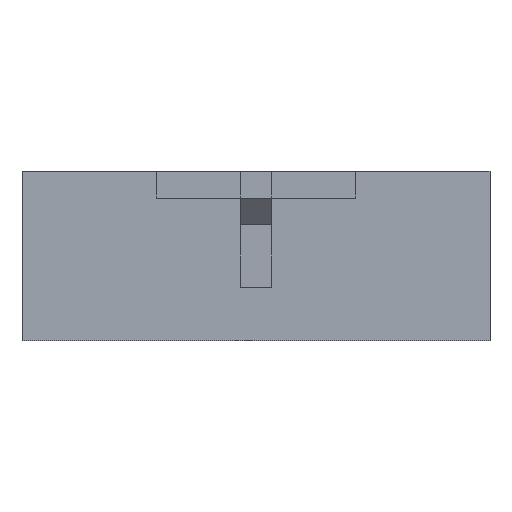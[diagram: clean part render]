
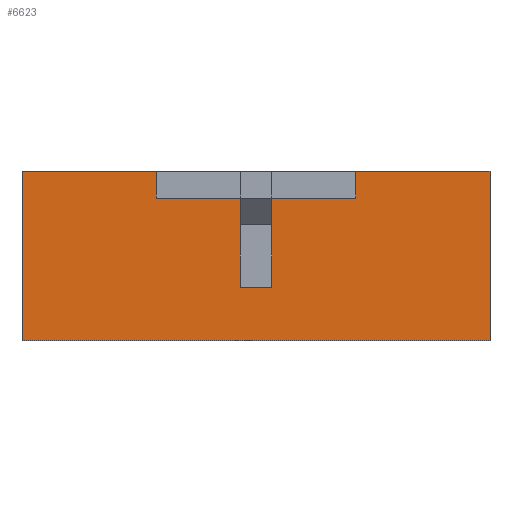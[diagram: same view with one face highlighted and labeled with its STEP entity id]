
A CAD part, left-side view. The second image highlights one B-rep face of the part: STEP entity #6623.
In plain terms, the highlighted planar face has unit normal (-1, 0, 0).
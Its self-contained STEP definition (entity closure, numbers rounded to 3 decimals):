
#32 = VERTEX_POINT('',#33);
#33 = CARTESIAN_POINT('',(-17.26,-0.7,
    -1.4));
#39 = EDGE_CURVE('',#40,#32,#42,.T.);
#40 = VERTEX_POINT('',#41);
#41 = CARTESIAN_POINT('',(-17.26,-0.7,2.6
    ));
#42 = LINE('',#43,#44);
#43 = CARTESIAN_POINT('',(-17.26,-0.7,2.6
    ));
#44 = VECTOR('',#45,1.);
#45 = DIRECTION('',(0.,0.,-1.));
#70 = EDGE_CURVE('',#71,#40,#73,.T.);
#71 = VERTEX_POINT('',#72);
#72 = CARTESIAN_POINT('',(-17.26,-4.475,2.6
    ));
#73 = LINE('',#74,#75);
#74 = CARTESIAN_POINT('',(-17.26,-4.475,2.6
    ));
#75 = VECTOR('',#76,1.);
#76 = DIRECTION('',(0.,1.,0.));
#166 = VERTEX_POINT('',#167);
#167 = CARTESIAN_POINT('',(-17.26,-4.475,
    3.8));
#173 = EDGE_CURVE('',#174,#166,#176,.T.);
#174 = VERTEX_POINT('',#175);
#175 = CARTESIAN_POINT('',(-17.26,-10.5,3.8));
#176 = LINE('',#177,#178);
#177 = CARTESIAN_POINT('',(-17.26,-10.5,3.8));
#178 = VECTOR('',#179,1.);
#179 = DIRECTION('',(0.,1.,0.));
#278 = VERTEX_POINT('',#279);
#279 = CARTESIAN_POINT('',(-17.26,10.5,3.8));
#285 = EDGE_CURVE('',#286,#278,#288,.T.);
#286 = VERTEX_POINT('',#287);
#287 = CARTESIAN_POINT('',(-17.26,4.475,3.8
    ));
#288 = LINE('',#289,#290);
#289 = CARTESIAN_POINT('',(-17.26,4.475,3.8
    ));
#290 = VECTOR('',#291,1.);
#291 = DIRECTION('',(0.,1.,0.));
#6134 = EDGE_CURVE('',#6135,#286,#6137,.T.);
#6135 = VERTEX_POINT('',#6136);
#6136 = CARTESIAN_POINT('',(-17.26,4.475,
    2.6));
#6137 = LINE('',#6138,#6139);
#6138 = CARTESIAN_POINT('',(-17.26,4.475,
    2.6));
#6139 = VECTOR('',#6140,1.);
#6140 = DIRECTION('',(0.,0.,1.));
#6157 = EDGE_CURVE('',#6158,#6135,#6160,.T.);
#6158 = VERTEX_POINT('',#6159);
#6159 = CARTESIAN_POINT('',(-17.26,0.7,
    2.6));
#6160 = LINE('',#6161,#6162);
#6161 = CARTESIAN_POINT('',(-17.26,0.7,
    2.6));
#6162 = VECTOR('',#6163,1.);
#6163 = DIRECTION('',(0.,1.,0.));
#6200 = VERTEX_POINT('',#6201);
#6201 = CARTESIAN_POINT('',(-17.26,-10.5,-3.8));
#6207 = EDGE_CURVE('',#6208,#6200,#6210,.T.);
#6208 = VERTEX_POINT('',#6209);
#6209 = CARTESIAN_POINT('',(-17.26,10.5,-3.8));
#6210 = LINE('',#6211,#6212);
#6211 = CARTESIAN_POINT('',(-17.26,10.5,-3.8));
#6212 = VECTOR('',#6213,1.);
#6213 = DIRECTION('',(0.,-1.,0.));
#6623 = ADVANCED_FACE('',(#6624),#6665,.T.);
#6624 = FACE_BOUND('',#6625,.T.);
#6625 = EDGE_LOOP('',(#6626,#6627,#6628,#6636,#6642,#6643,#6644,#6645,
    #6651,#6652,#6658,#6659));
#6626 = ORIENTED_EDGE('',*,*,#70,.T.);
#6627 = ORIENTED_EDGE('',*,*,#39,.T.);
#6628 = ORIENTED_EDGE('',*,*,#6629,.T.);
#6629 = EDGE_CURVE('',#32,#6630,#6632,.T.);
#6630 = VERTEX_POINT('',#6631);
#6631 = CARTESIAN_POINT('',(-17.26,0.7,
    -1.4));
#6632 = LINE('',#6633,#6634);
#6633 = CARTESIAN_POINT('',(-17.26,-0.7,
    -1.4));
#6634 = VECTOR('',#6635,1.);
#6635 = DIRECTION('',(0.,1.,0.));
#6636 = ORIENTED_EDGE('',*,*,#6637,.T.);
#6637 = EDGE_CURVE('',#6630,#6158,#6638,.T.);
#6638 = LINE('',#6639,#6640);
#6639 = CARTESIAN_POINT('',(-17.26,0.7,
    -1.4));
#6640 = VECTOR('',#6641,1.);
#6641 = DIRECTION('',(0.,0.,1.));
#6642 = ORIENTED_EDGE('',*,*,#6157,.T.);
#6643 = ORIENTED_EDGE('',*,*,#6134,.T.);
#6644 = ORIENTED_EDGE('',*,*,#285,.T.);
#6645 = ORIENTED_EDGE('',*,*,#6646,.T.);
#6646 = EDGE_CURVE('',#278,#6208,#6647,.T.);
#6647 = LINE('',#6648,#6649);
#6648 = CARTESIAN_POINT('',(-17.26,10.5,3.8));
#6649 = VECTOR('',#6650,1.);
#6650 = DIRECTION('',(0.,0.,-1.));
#6651 = ORIENTED_EDGE('',*,*,#6207,.T.);
#6652 = ORIENTED_EDGE('',*,*,#6653,.T.);
#6653 = EDGE_CURVE('',#6200,#174,#6654,.T.);
#6654 = LINE('',#6655,#6656);
#6655 = CARTESIAN_POINT('',(-17.26,-10.5,-3.8));
#6656 = VECTOR('',#6657,1.);
#6657 = DIRECTION('',(0.,0.,1.));
#6658 = ORIENTED_EDGE('',*,*,#173,.T.);
#6659 = ORIENTED_EDGE('',*,*,#6660,.T.);
#6660 = EDGE_CURVE('',#166,#71,#6661,.T.);
#6661 = LINE('',#6662,#6663);
#6662 = CARTESIAN_POINT('',(-17.26,-4.475,
    3.8));
#6663 = VECTOR('',#6664,1.);
#6664 = DIRECTION('',(0.,0.,-1.));
#6665 = PLANE('',#6666);
#6666 = AXIS2_PLACEMENT_3D('',#6667,#6668,#6669);
#6667 = CARTESIAN_POINT('',(-17.26,0.,-0.057));
#6668 = DIRECTION('',(-1.,-0.,-0.));
#6669 = DIRECTION('',(0.,0.,-1.));
